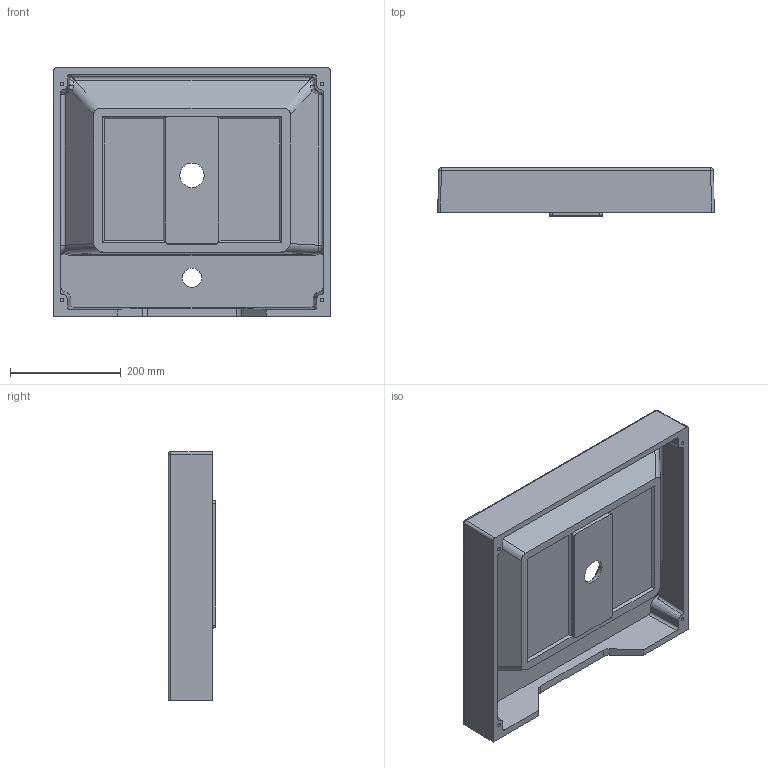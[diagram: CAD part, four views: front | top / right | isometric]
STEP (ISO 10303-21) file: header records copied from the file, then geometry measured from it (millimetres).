
FILE_DESCRIPTION (( 'STEP AP203' ), '1' );
FILE_NAME ('6229370511.step', '2020-12-18T12:36:06', ( 'admin' ), ( '' ), 'SwSTEP 2.0', 'SolidWorks 2019', '' );
FILE_SCHEMA (( 'CONFIG_CONTROL_DESIGN' ));
Length unit declared in the file: millimetre
Products named in the file (1): 6229370511
Bounding box: 500 x 86.7 x 450 mm (x, y, z)
Volume: 5024757.1 mm3; surface area: 777122.2 mm2
Topology: 1 solids, 1 shells, 141 faces, 362 edges, 222 vertices
Faces by surface type: plane 50, cylinder 43, bspline 30, sphere 10, cone 8
Entity records: 5319 total; most frequent: CARTESIAN_POINT 2228, ORIENTED_EDGE 700, DIRECTION 550, EDGE_CURVE 350, VERTEX_POINT 216, AXIS2_PLACEMENT_3D 196, VECTOR 158, LINE 158
